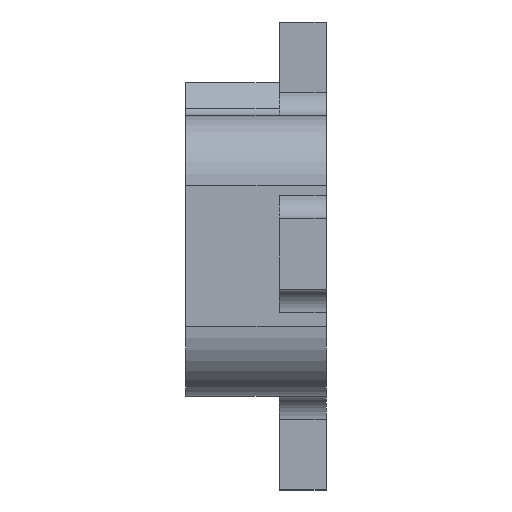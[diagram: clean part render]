
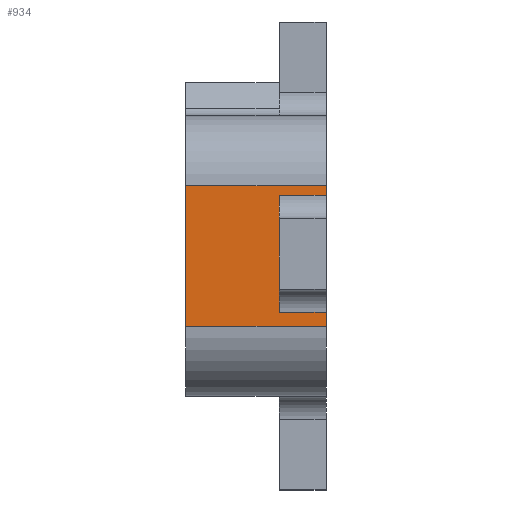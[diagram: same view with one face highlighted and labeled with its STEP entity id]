
A CAD part, left-side view. The second image highlights one B-rep face of the part: STEP entity #934.
In plain terms, the highlighted planar face has unit normal (-1, 0, 0).
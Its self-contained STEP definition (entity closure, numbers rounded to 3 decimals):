
#52=FACE_OUTER_BOUND('',#101,.T.);
#101=EDGE_LOOP('',(#677,#678,#679,#680,#681,#682,#683,#684));
#142=LINE('',#1357,#243);
#165=LINE('',#1425,#266);
#176=LINE('',#1455,#277);
#178=LINE('',#1461,#279);
#179=LINE('',#1462,#280);
#180=LINE('',#1464,#281);
#181=LINE('',#1465,#282);
#182=LINE('',#1466,#283);
#243=VECTOR('',#1081,10.);
#266=VECTOR('',#1136,10.);
#277=VECTOR('',#1161,10.);
#279=VECTOR('',#1167,10.);
#280=VECTOR('',#1168,10.);
#281=VECTOR('',#1169,10.);
#282=VECTOR('',#1170,10.);
#283=VECTOR('',#1171,10.);
#381=VERTEX_POINT('',#1354);
#382=VERTEX_POINT('',#1356);
#408=VERTEX_POINT('',#1418);
#411=VERTEX_POINT('',#1423);
#422=VERTEX_POINT('',#1452);
#423=VERTEX_POINT('',#1454);
#425=VERTEX_POINT('',#1460);
#426=VERTEX_POINT('',#1463);
#475=EDGE_CURVE('',#381,#382,#142,.T.);
#509=EDGE_CURVE('',#411,#408,#165,.T.);
#523=EDGE_CURVE('',#422,#423,#176,.T.);
#526=EDGE_CURVE('',#411,#425,#178,.T.);
#527=EDGE_CURVE('',#425,#382,#179,.T.);
#528=EDGE_CURVE('',#426,#381,#180,.T.);
#529=EDGE_CURVE('',#426,#423,#181,.T.);
#530=EDGE_CURVE('',#422,#408,#182,.T.);
#677=ORIENTED_EDGE('',*,*,#509,.F.);
#678=ORIENTED_EDGE('',*,*,#526,.T.);
#679=ORIENTED_EDGE('',*,*,#527,.T.);
#680=ORIENTED_EDGE('',*,*,#475,.F.);
#681=ORIENTED_EDGE('',*,*,#528,.F.);
#682=ORIENTED_EDGE('',*,*,#529,.T.);
#683=ORIENTED_EDGE('',*,*,#523,.F.);
#684=ORIENTED_EDGE('',*,*,#530,.T.);
#900=PLANE('',#1013);
#934=ADVANCED_FACE('',(#52),#900,.T.);
#1013=AXIS2_PLACEMENT_3D('',#1459,#1165,#1166);
#1081=DIRECTION('',(0.,0.,1.));
#1136=DIRECTION('',(0.,1.,0.));
#1161=DIRECTION('',(0.,-1.,0.));
#1165=DIRECTION('center_axis',(-1.,0.,0.));
#1166=DIRECTION('ref_axis',(0.,0.,1.));
#1167=DIRECTION('',(0.,0.,1.));
#1168=DIRECTION('',(0.,1.,0.));
#1169=DIRECTION('',(0.,1.,0.));
#1170=DIRECTION('',(0.,0.,1.));
#1171=DIRECTION('',(0.,0.,1.));
#1354=CARTESIAN_POINT('',(-3.,3.,-1.5));
#1356=CARTESIAN_POINT('',(-3.,3.,1.5));
#1357=CARTESIAN_POINT('',(-3.,3.,-1.5));
#1418=CARTESIAN_POINT('',(-3.,1.,1.293));
#1423=CARTESIAN_POINT('',(-3.,0.,1.293));
#1425=CARTESIAN_POINT('',(-3.,0.,1.293));
#1452=CARTESIAN_POINT('',(-3.,1.,-1.207));
#1454=CARTESIAN_POINT('',(-3.,0.,-1.207));
#1455=CARTESIAN_POINT('',(-3.,0.,-1.207));
#1459=CARTESIAN_POINT('Origin',(-3.,0.,-1.5));
#1460=CARTESIAN_POINT('',(-3.,0.,1.5));
#1461=CARTESIAN_POINT('',(-3.,0.,-1.5));
#1462=CARTESIAN_POINT('',(-3.,0.,1.5));
#1463=CARTESIAN_POINT('',(-3.,0.,-1.5));
#1464=CARTESIAN_POINT('',(-3.,0.,-1.5));
#1465=CARTESIAN_POINT('',(-3.,0.,-1.5));
#1466=CARTESIAN_POINT('',(-3.,1.,-0.729));
